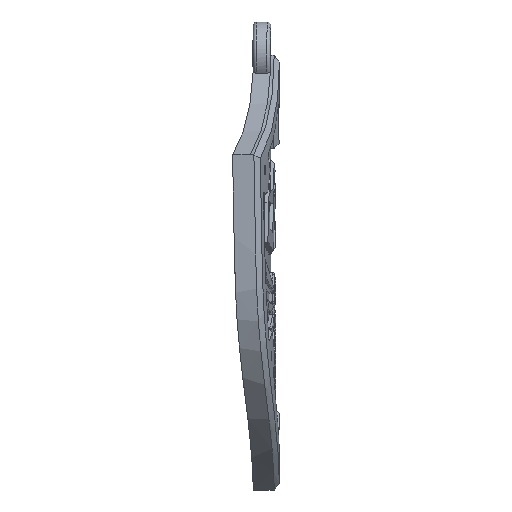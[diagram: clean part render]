
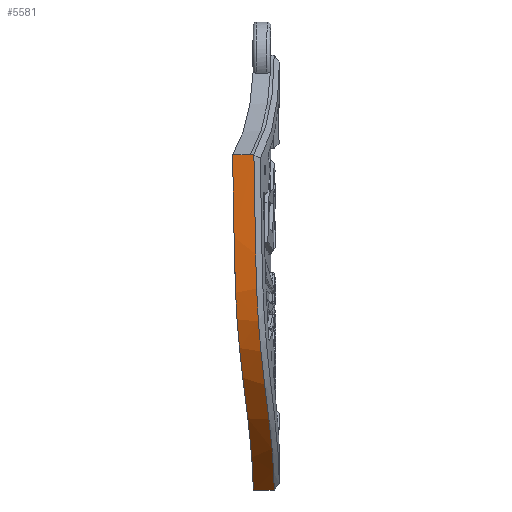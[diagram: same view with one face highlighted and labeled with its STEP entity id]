
A CAD part, left-side view. The second image highlights one B-rep face of the part: STEP entity #5581.
In plain terms, the highlighted free-form (B-spline) face has degree [3, 1] with [10, 2] control points.
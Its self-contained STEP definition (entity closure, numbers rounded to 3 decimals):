
#481=FACE_OUTER_BOUND('',#798,.T.);
#798=EDGE_LOOP('',(#4275,#4276,#4277,#4278,#4279,#4280));
#1022=LINE('',#16510,#1186);
#1023=LINE('',#16512,#1187);
#1024=LINE('',#16524,#1188);
#1186=VECTOR('',#6222,10.);
#1187=VECTOR('',#6223,10.);
#1188=VECTOR('',#6224,10.);
#1716=B_SPLINE_CURVE_WITH_KNOTS('',3,(#16437,#16438,#16439,#16440,#16441,
#16442,#16443,#16444,#16445,#16446,#16447),.UNSPECIFIED.,.F.,.F.,(4,1,1,
1,1,1,1,1,4),(-1.719,-1.535,-1.474,-1.228,
-1.105,-0.983,-0.491,-0.307,
0.),.UNSPECIFIED.);
#1718=B_SPLINE_CURVE_WITH_KNOTS('',3,(#16479,#16480,#16481,#16482),
 .UNSPECIFIED.,.F.,.F.,(4,4),(-0.044,-0.043),
 .UNSPECIFIED.);
#1720=B_SPLINE_CURVE_WITH_KNOTS('',3,(#16514,#16515,#16516,#16517,#16518,
#16519,#16520,#16521,#16522,#16523),.UNSPECIFIED.,.F.,.F.,(4,2,2,2,4),(0.,
0.539,0.953,1.261,1.607),
 .UNSPECIFIED.);
#2260=VERTEX_POINT('',#16351);
#2262=VERTEX_POINT('',#16429);
#2263=VERTEX_POINT('',#16472);
#2264=VERTEX_POINT('',#16509);
#2265=VERTEX_POINT('',#16511);
#2266=VERTEX_POINT('',#16513);
#3028=EDGE_CURVE('',#2262,#2260,#1716,.T.);
#3030=EDGE_CURVE('',#2263,#2262,#1718,.T.);
#3032=EDGE_CURVE('',#2264,#2263,#1022,.T.);
#3033=EDGE_CURVE('',#2264,#2265,#1023,.T.);
#3034=EDGE_CURVE('',#2266,#2265,#1720,.T.);
#3035=EDGE_CURVE('',#2260,#2266,#1024,.T.);
#4275=ORIENTED_EDGE('',*,*,#3028,.F.);
#4276=ORIENTED_EDGE('',*,*,#3030,.F.);
#4277=ORIENTED_EDGE('',*,*,#3032,.F.);
#4278=ORIENTED_EDGE('',*,*,#3033,.T.);
#4279=ORIENTED_EDGE('',*,*,#3034,.F.);
#4280=ORIENTED_EDGE('',*,*,#3035,.F.);
#5342=B_SPLINE_SURFACE_WITH_KNOTS('',3,1,((#16489,#16490),(#16491,#16492),
(#16493,#16494),(#16495,#16496),(#16497,#16498),(#16499,#16500),(#16501,
#16502),(#16503,#16504),(#16505,#16506),(#16507,#16508)),.UNSPECIFIED.,
 .F.,.F.,.F.,(4,2,2,2,4),(2,2),(-1.719,-1.353,-1.018,
-0.568,0.),(-0.318,0.118),
 .UNSPECIFIED.);
#5581=ADVANCED_FACE('',(#481),#5342,.T.);
#6222=DIRECTION('',(0.,-1.,0.));
#6223=DIRECTION('',(0.,1.,0.));
#6224=DIRECTION('',(0.,1.,0.));
#16351=CARTESIAN_POINT('',(0.,-45.2,-12.527));
#16429=CARTESIAN_POINT('',(-10.195,-44.03,6.785));
#16437=CARTESIAN_POINT('Ctrl Pts',(-10.195,-44.03,
6.785));
#16438=CARTESIAN_POINT('Ctrl Pts',(-10.06,-44.061,
5.268));
#16439=CARTESIAN_POINT('Ctrl Pts',(-9.948,-44.087,3.667));
#16440=CARTESIAN_POINT('Ctrl Pts',(-9.77,-44.126,
1.154));
#16441=CARTESIAN_POINT('Ctrl Pts',(-9.609,-44.163,
-0.584));
#16442=CARTESIAN_POINT('Ctrl Pts',(-9.142,-44.262,
-2.553));
#16443=CARTESIAN_POINT('Ctrl Pts',(-7.952,-44.504,
-5.551));
#16444=CARTESIAN_POINT('Ctrl Pts',(-5.623,-44.891,
-8.243));
#16445=CARTESIAN_POINT('Ctrl Pts',(-2.451,-45.154,
-10.944));
#16446=CARTESIAN_POINT('Ctrl Pts',(-0.877,-45.2,-12.009));
#16447=CARTESIAN_POINT('Ctrl Pts',(0.,-45.2,-12.527));
#16472=CARTESIAN_POINT('',(-10.196,-44.023,6.792));
#16479=CARTESIAN_POINT('Ctrl Pts',(-10.196,-44.023,
6.792));
#16480=CARTESIAN_POINT('Ctrl Pts',(-10.196,-44.025,
6.789));
#16481=CARTESIAN_POINT('Ctrl Pts',(-10.196,-44.027,6.787));
#16482=CARTESIAN_POINT('Ctrl Pts',(-10.195,-44.03,
6.785));
#16489=CARTESIAN_POINT('Ctrl Pts',(-10.196,-40.649,
6.792));
#16490=CARTESIAN_POINT('Ctrl Pts',(-10.196,-45.01,
6.792));
#16491=CARTESIAN_POINT('Ctrl Pts',(-9.926,-40.712,3.77));
#16492=CARTESIAN_POINT('Ctrl Pts',(-9.926,-45.073,3.77));
#16493=CARTESIAN_POINT('Ctrl Pts',(-9.861,-40.726,
2.019));
#16494=CARTESIAN_POINT('Ctrl Pts',(-9.861,-45.087,
2.019));
#16495=CARTESIAN_POINT('Ctrl Pts',(-9.54,-40.797,
-0.934));
#16496=CARTESIAN_POINT('Ctrl Pts',(-9.54,-45.158,
-0.934));
#16497=CARTESIAN_POINT('Ctrl Pts',(-9.295,-40.853,
-2.235));
#16498=CARTESIAN_POINT('Ctrl Pts',(-9.295,-45.214,
-2.235));
#16499=CARTESIAN_POINT('Ctrl Pts',(-7.949,-41.119,
-5.397));
#16500=CARTESIAN_POINT('Ctrl Pts',(-7.949,-45.48,
-5.397));
#16501=CARTESIAN_POINT('Ctrl Pts',(-6.72,-41.336,
-6.962));
#16502=CARTESIAN_POINT('Ctrl Pts',(-6.72,-45.697,
-6.962));
#16503=CARTESIAN_POINT('Ctrl Pts',(-3.621,-41.707,
-10.094));
#16504=CARTESIAN_POINT('Ctrl Pts',(-3.621,-46.068,
-10.094));
#16505=CARTESIAN_POINT('Ctrl Pts',(-1.631,-41.819,
-11.564));
#16506=CARTESIAN_POINT('Ctrl Pts',(-1.631,-46.181,
-11.564));
#16507=CARTESIAN_POINT('Ctrl Pts',(0.,-41.819,
-12.527));
#16508=CARTESIAN_POINT('Ctrl Pts',(0.,-46.181,
-12.527));
#16509=CARTESIAN_POINT('',(-10.196,-43.83,6.792));
#16510=CARTESIAN_POINT('',(-10.196,-43.83,6.792));
#16511=CARTESIAN_POINT('',(-10.196,-42.802,6.792));
#16512=CARTESIAN_POINT('',(-10.196,-43.83,6.792));
#16513=CARTESIAN_POINT('',(0.,-44.,-12.527));
#16514=CARTESIAN_POINT('Ctrl Pts',(0.,-44.,-12.527));
#16515=CARTESIAN_POINT('Ctrl Pts',(-1.546,-44.,-11.614));
#16516=CARTESIAN_POINT('Ctrl Pts',(-3.434,-43.899,
-10.234));
#16517=CARTESIAN_POINT('Ctrl Pts',(-6.415,-43.549,-7.303));
#16518=CARTESIAN_POINT('Ctrl Pts',(-7.739,-43.323,-5.734));
#16519=CARTESIAN_POINT('Ctrl Pts',(-9.226,-43.027,
-2.493));
#16520=CARTESIAN_POINT('Ctrl Pts',(-9.5,-42.963,
-1.177));
#16521=CARTESIAN_POINT('Ctrl Pts',(-9.853,-42.883,
1.83));
#16522=CARTESIAN_POINT('Ctrl Pts',(-9.912,-42.87,
3.615));
#16523=CARTESIAN_POINT('Ctrl Pts',(-10.196,-42.802,
6.792));
#16524=CARTESIAN_POINT('',(0.,-45.,-12.527));
